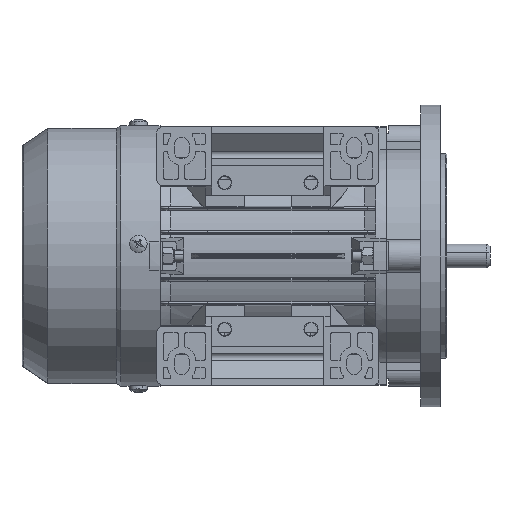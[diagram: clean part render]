
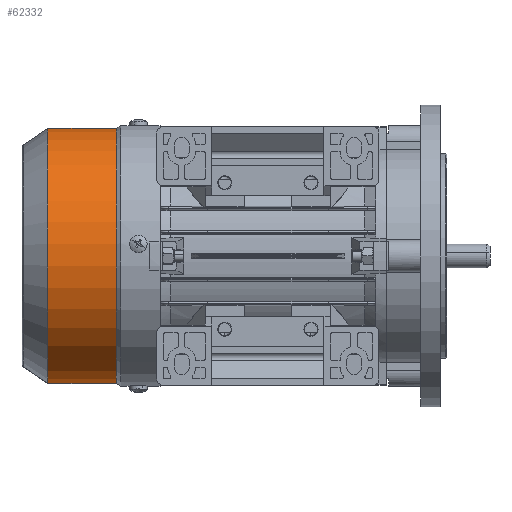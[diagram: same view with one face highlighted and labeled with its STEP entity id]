
A CAD part, front view. The second image highlights one B-rep face of the part: STEP entity #62332.
In plain terms, the highlighted cylindrical face has radius 59.3 mm (diameter 118.6 mm), a partial arc.
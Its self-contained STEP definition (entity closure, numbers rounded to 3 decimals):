
#56251 = VERTEX_POINT ( 'NONE', #77086 ) ;
#56258 = VERTEX_POINT ( 'NONE', #77085 ) ;
#56265 = EDGE_CURVE ( 'NONE', #56258, #56320, #77145, .T. ) ;
#56279 = EDGE_CURVE ( 'NONE', #56251, #56318, #77126, .T. ) ;
#56318 = VERTEX_POINT ( 'NONE', #77166 ) ;
#56320 = VERTEX_POINT ( 'NONE', #77165 ) ;
#62325 = EDGE_CURVE ( 'NONE', #56258, #56251, #83992, .T. ) ;
#62332 = ADVANCED_FACE ( 'NONE', ( #83982 ), #83981, .T. ) ;
#62338 = EDGE_LOOP ( 'NONE', ( #62351, #62360, #62367, #62373 ) ) ;
#62351 = ORIENTED_EDGE ( 'NONE', *, *, #56265, .F. ) ;
#62360 = ORIENTED_EDGE ( 'NONE', *, *, #62325, .T. ) ;
#62367 = ORIENTED_EDGE ( 'NONE', *, *, #56279, .T. ) ;
#62373 = ORIENTED_EDGE ( 'NONE', *, *, #62378, .F. ) ;
#62378 = EDGE_CURVE ( 'NONE', #56320, #56318, #84031, .T. ) ;
#77085 = CARTESIAN_POINT ( 'NONE',  ( 52., 0., -59.3 ) ) ;
#77086 = CARTESIAN_POINT ( 'NONE',  ( 52., 0., 59.3 ) ) ;
#77123 = DIRECTION ( 'NONE',  ( -1., 0., 0. ) ) ;
#77124 = VECTOR ( 'NONE', #77123, 1000. ) ;
#77125 = CARTESIAN_POINT ( 'NONE',  ( 0., 0., 59.3 ) ) ;
#77126 = LINE ( 'NONE', #77125, #77124 ) ;
#77134 = DIRECTION ( 'NONE',  ( -1., 0., 0. ) ) ;
#77135 = VECTOR ( 'NONE', #77134, 1000. ) ;
#77136 = CARTESIAN_POINT ( 'NONE',  ( 0., 0., -59.3 ) ) ;
#77145 = LINE ( 'NONE', #77136, #77135 ) ;
#77165 = CARTESIAN_POINT ( 'NONE',  ( 20.3, 0., -59.3 ) ) ;
#77166 = CARTESIAN_POINT ( 'NONE',  ( 20.3, 0., 59.3 ) ) ;
#83976 = DIRECTION ( 'NONE',  ( 0., 0., 1. ) ) ;
#83977 = DIRECTION ( 'NONE',  ( -1., 0., 0. ) ) ;
#83978 = CARTESIAN_POINT ( 'NONE',  ( 0., 0., 0. ) ) ;
#83979 = AXIS2_PLACEMENT_3D ( 'NONE', #83978, #83977, #83976 ) ;
#83981 = CYLINDRICAL_SURFACE ( 'NONE', #83979, 59.3 ) ;
#83982 = FACE_OUTER_BOUND ( 'NONE', #62338, .T. ) ;
#83988 = DIRECTION ( 'NONE',  ( 0., 0., 1. ) ) ;
#83989 = DIRECTION ( 'NONE',  ( -1., 0., 0. ) ) ;
#83990 = CARTESIAN_POINT ( 'NONE',  ( 52., 0., 0. ) ) ;
#83991 = AXIS2_PLACEMENT_3D ( 'NONE', #83990, #83989, #83988 ) ;
#83992 = CIRCLE ( 'NONE', #83991, 59.3 ) ;
#84023 = DIRECTION ( 'NONE',  ( 0., 0., 1. ) ) ;
#84024 = DIRECTION ( 'NONE',  ( -1., 0., 0. ) ) ;
#84025 = CARTESIAN_POINT ( 'NONE',  ( 20.3, 0., 0. ) ) ;
#84026 = AXIS2_PLACEMENT_3D ( 'NONE', #84025, #84024, #84023 ) ;
#84031 = CIRCLE ( 'NONE', #84026, 59.3 ) ;
